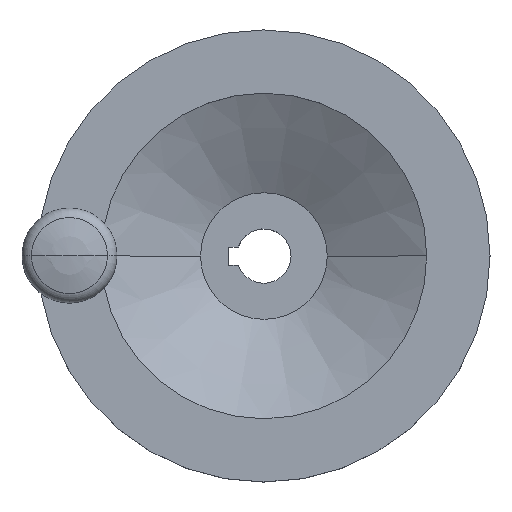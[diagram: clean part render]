
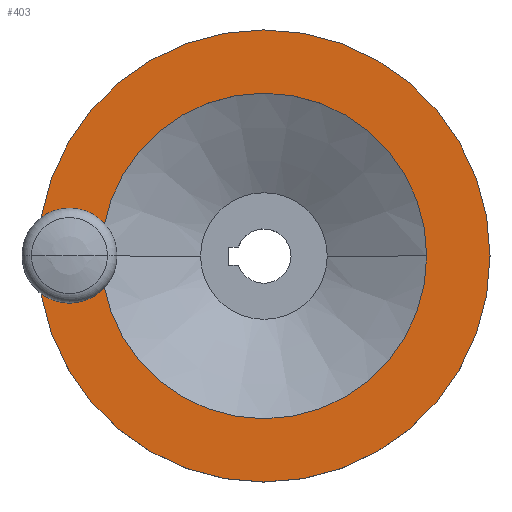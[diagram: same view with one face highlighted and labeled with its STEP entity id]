
A CAD part, top view. The second image highlights one B-rep face of the part: STEP entity #403.
In plain terms, the highlighted planar face has unit normal (0, 0, 1).
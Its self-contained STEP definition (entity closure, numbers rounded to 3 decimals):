
#193=EDGE_CURVE('',#347,#365,#525,.T.);
#227=EDGE_CURVE('',#365,#347,#563,.T.);
#249=EDGE_CURVE('',#413,#361,#587,.T.);
#347=VERTEX_POINT('',#696);
#355=EDGE_CURVE('',#431,#397,#704,.T.);
#361=VERTEX_POINT('',#712);
#365=VERTEX_POINT('',#717);
#389=EDGE_CURVE('',#397,#431,#745,.T.);
#397=VERTEX_POINT('',#753);
#403=ADVANCED_FACE('',(#761,#762,#763),#764,.T.);
#413=VERTEX_POINT('',#776);
#431=VERTEX_POINT('',#796);
#481=EDGE_CURVE('',#361,#413,#852,.T.);
#525=CIRCLE('',#893,36.0);
#563=CIRCLE('',#945,36.0);
#587=CIRCLE('',#977,50.0);
#696=CARTESIAN_POINT('',(36.,0.,30.0));
#704=CIRCLE('',#1132,5.0);
#712=CARTESIAN_POINT('',(-50.0,0.,30.0));
#717=CARTESIAN_POINT('',(-36.0,0.,30.0));
#745=CIRCLE('',#1183,5.0);
#753=CARTESIAN_POINT('',(-38.0,0.,30.0));
#761=FACE_BOUND('',#1203,.T.);
#762=FACE_OUTER_BOUND('',#1204,.T.);
#763=FACE_BOUND('',#1205,.T.);
#764=PLANE('',#1206);
#776=CARTESIAN_POINT('',(50.,0.,30.0));
#796=CARTESIAN_POINT('',(-48.0,0.,30.0));
#852=CIRCLE('',#1316,50.0);
#893=AXIS2_PLACEMENT_3D('',#1357,#1358,#1359);
#945=AXIS2_PLACEMENT_3D('',#1403,#1404,#1405);
#977=AXIS2_PLACEMENT_3D('',#1427,#1428,#1429);
#1132=AXIS2_PLACEMENT_3D('',#1564,#1565,#1566);
#1183=AXIS2_PLACEMENT_3D('',#1629,#1630,#1631);
#1203=EDGE_LOOP('',(#1651,#1652));
#1204=EDGE_LOOP('',(#1653,#1654));
#1205=EDGE_LOOP('',(#1655,#1656));
#1206=AXIS2_PLACEMENT_3D('',#1657,#1658,#1659);
#1316=AXIS2_PLACEMENT_3D('',#1777,#1778,#1779);
#1357=CARTESIAN_POINT('',(0.,0.,30.0));
#1358=DIRECTION('',(-0.0,0.0,-1.0));
#1359=DIRECTION('',(-1.0,0.,0.0));
#1403=CARTESIAN_POINT('',(0.,0.,30.0));
#1404=DIRECTION('',(-0.0,0.0,-1.0));
#1405=DIRECTION('',(-1.0,0.,0.0));
#1427=CARTESIAN_POINT('',(0.,0.,30.0));
#1428=DIRECTION('',(-0.0,0.0,-1.0));
#1429=DIRECTION('',(-1.0,0.,0.0));
#1564=CARTESIAN_POINT('',(-43.0,0.,30.0));
#1565=DIRECTION('',(-0.0,0.0,-1.0));
#1566=DIRECTION('',(-1.0,0.,0.0));
#1629=CARTESIAN_POINT('',(-43.0,0.,30.0));
#1630=DIRECTION('',(-0.0,0.0,-1.0));
#1631=DIRECTION('',(-1.0,0.,0.0));
#1651=ORIENTED_EDGE('',*,*,#355,.T.);
#1652=ORIENTED_EDGE('',*,*,#389,.T.);
#1653=ORIENTED_EDGE('',*,*,#481,.F.);
#1654=ORIENTED_EDGE('',*,*,#249,.F.);
#1655=ORIENTED_EDGE('',*,*,#227,.T.);
#1656=ORIENTED_EDGE('',*,*,#193,.T.);
#1657=CARTESIAN_POINT('',(-43.0,0.,30.0));
#1658=DIRECTION('',(0.0,0.0,1.0));
#1659=DIRECTION('',(-1.0,0.,0.0));
#1777=CARTESIAN_POINT('',(0.,0.,30.0));
#1778=DIRECTION('',(-0.0,0.0,-1.0));
#1779=DIRECTION('',(-1.0,0.,0.0));
